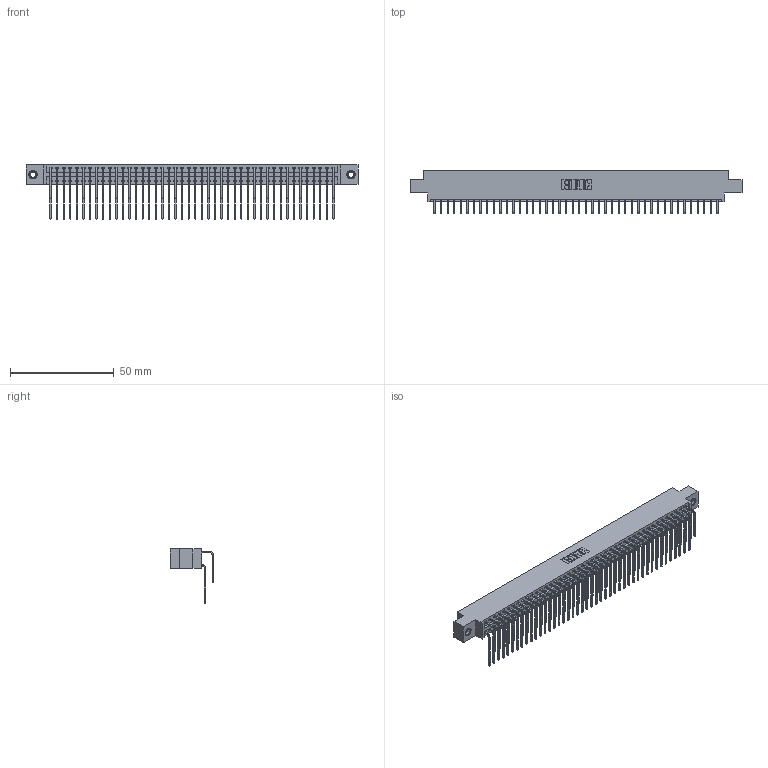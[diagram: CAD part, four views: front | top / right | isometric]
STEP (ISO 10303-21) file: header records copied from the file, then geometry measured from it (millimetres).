
FILE_DESCRIPTION (( 'STEP AP203' ), '1' );
FILE_NAME ('396-088-559-807.STEP', '2018-09-10T07:12:05', ( '' ), ( '' ), 'SwSTEP 2.0', 'SolidWorks 2016', '' );
FILE_SCHEMA (( 'CONFIG_CONTROL_DESIGN' ));
Length unit declared in the file: inch
Products named in the file (5): 345-292-001_559 Tail - 2; 345-250-001_345-250-005-103; 396-088-559-807; 346 Part_0.170 Offset - 0.156 Dia-TI; 345-292-001_558 559 Tail - 1
Assembly tree (91 placements, depth 2):
  396-088-559-807
    346 Part_0.170 Offset - 0.156 Dia-TI
    345-292-001_558 559 Tail - 1  x44
    345-292-001_559 Tail - 2  x44
    345-250-001_345-250-005-103  x2
Bounding box: 160.27 x 20.89 x 26.16 mm (x, y, z)
Volume: 15983.8 mm3; surface area: 24650.9 mm2
Topology: 91 solids, 91 shells, 4938 faces, 14645 edges, 9638 vertices
Faces by surface type: plane 3368, cylinder 1554, cone 12, torus 4
Entity records: 31548 total; most frequent: CARTESIAN_POINT 5234, ORIENTED_EDGE 5110, DIRECTION 4661, EDGE_CURVE 2555, LINE 2187, VECTOR 2187, VERTEX_POINT 1696, AXIS2_PLACEMENT_3D 1237
